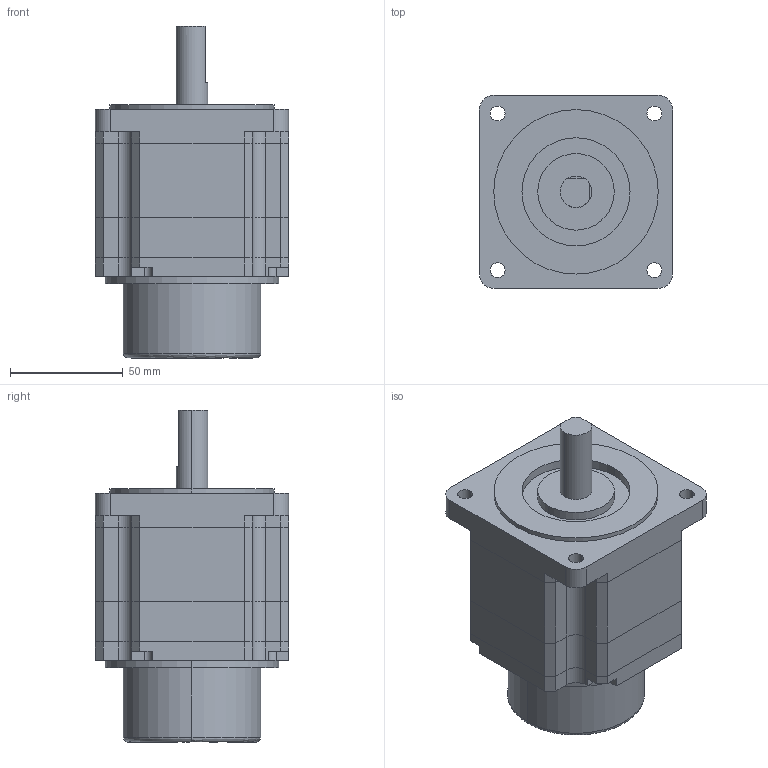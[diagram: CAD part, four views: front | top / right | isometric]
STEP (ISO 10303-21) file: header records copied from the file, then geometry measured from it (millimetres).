
FILE_DESCRIPTION (( 'STEP AP214' ), '1' );
FILE_NAME ('PF49601AM.STEP', '2015-01-14T10:26:23', ( 'j' ), ( '' ), 'SwSTEP 2.0', 'SolidWorks 2011', '' );
FILE_SCHEMA (( 'AUTOMOTIVE_DESIGN' ));
Length unit declared in the file: millimetre
Products named in the file (1): PF49601AM
Bounding box: 85.8 x 85.8 x 147.4 mm (x, y, z)
Volume: 595248.1 mm3; surface area: 91033.4 mm2
Topology: 5 solids, 5 shells, 213 faces, 560 edges, 372 vertices
Faces by surface type: plane 129, cylinder 80, bspline 4
Entity records: 9273 total; most frequent: CARTESIAN_POINT 1390, DIRECTION 1148, ORIENTED_EDGE 1120, EDGE_CURVE 560, LINE 384, VECTOR 384, AXIS2_PLACEMENT_3D 382, VERTEX_POINT 372
